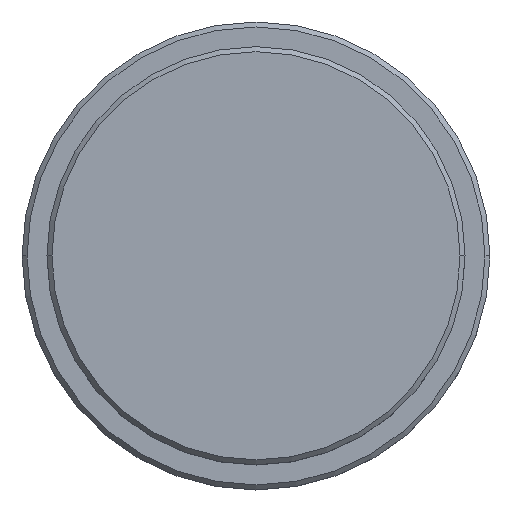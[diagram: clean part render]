
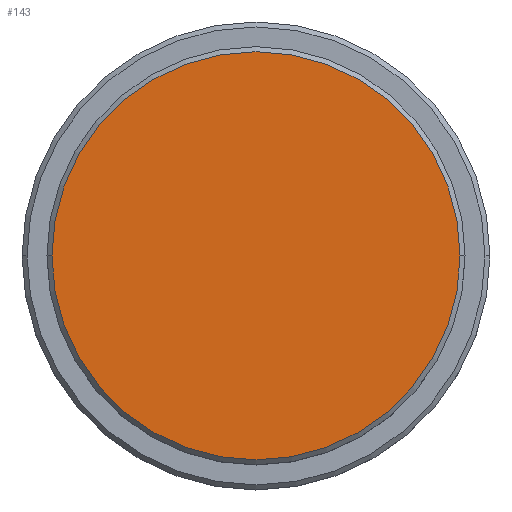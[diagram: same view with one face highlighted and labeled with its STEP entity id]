
A CAD part, top view. The second image highlights one B-rep face of the part: STEP entity #143.
In plain terms, the highlighted planar face has unit normal (0, 0, 1).
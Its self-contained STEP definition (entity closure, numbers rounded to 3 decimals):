
#15 = DIRECTION ( 'NONE',  ( 1., 0., 0. ) ) ;
#85 = EDGE_CURVE ( 'NONE', #1264, #156, #992, .T. ) ;
#90 = AXIS2_PLACEMENT_3D ( 'NONE', #148, #577, #15 ) ;
#116 = EDGE_LOOP ( 'NONE', ( #837, #1340 ) ) ;
#143 = ADVANCED_FACE ( 'NONE', ( #341 ), #816, .T. ) ;
#148 = CARTESIAN_POINT ( 'NONE',  ( 0., 0., 0. ) ) ;
#156 = VERTEX_POINT ( 'NONE', #906 ) ;
#163 = AXIS2_PLACEMENT_3D ( 'NONE', #226, #1350, #1136 ) ;
#226 = CARTESIAN_POINT ( 'NONE',  ( 0., 0., 0. ) ) ;
#271 = AXIS2_PLACEMENT_3D ( 'NONE', #399, #1159, #273 ) ;
#273 = DIRECTION ( 'NONE',  ( 1., 0., 0. ) ) ;
#292 = EDGE_CURVE ( 'NONE', #156, #1264, #1082, .T. ) ;
#341 = FACE_OUTER_BOUND ( 'NONE', #116, .T. ) ;
#399 = CARTESIAN_POINT ( 'NONE',  ( 0., 0., 0. ) ) ;
#577 = DIRECTION ( 'NONE',  ( 0., 0., 1. ) ) ;
#816 = PLANE ( 'NONE',  #90 ) ;
#837 = ORIENTED_EDGE ( 'NONE', *, *, #85, .T. ) ;
#906 = CARTESIAN_POINT ( 'NONE',  ( 20.5, 0., 0. ) ) ;
#992 = CIRCLE ( 'NONE', #163, 20.5 ) ;
#1054 = CARTESIAN_POINT ( 'NONE',  ( -20.5, 0., 0. ) ) ;
#1082 = CIRCLE ( 'NONE', #271, 20.5 ) ;
#1136 = DIRECTION ( 'NONE',  ( 1., 0., 0. ) ) ;
#1159 = DIRECTION ( 'NONE',  ( 0., 0., 1. ) ) ;
#1264 = VERTEX_POINT ( 'NONE', #1054 ) ;
#1340 = ORIENTED_EDGE ( 'NONE', *, *, #292, .T. ) ;
#1350 = DIRECTION ( 'NONE',  ( 0., 0., 1. ) ) ;
